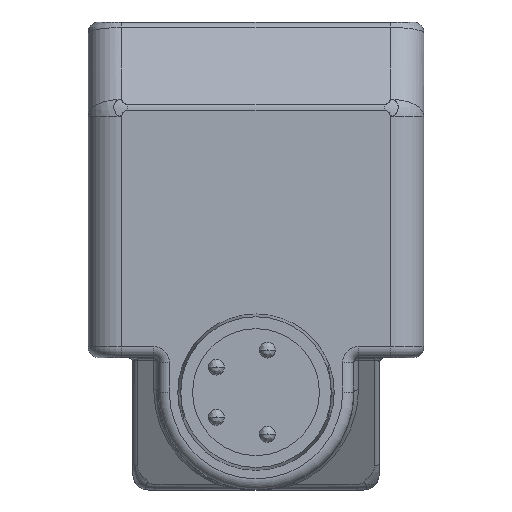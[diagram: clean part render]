
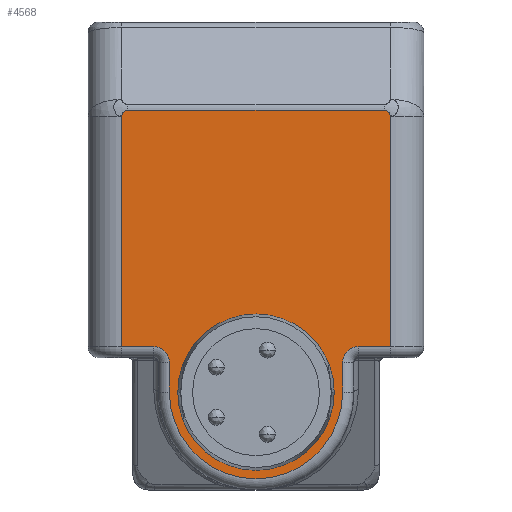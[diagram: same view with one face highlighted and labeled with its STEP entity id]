
A CAD part, front view. The second image highlights one B-rep face of the part: STEP entity #4568.
In plain terms, the highlighted planar face has unit normal (0, -1, 0).
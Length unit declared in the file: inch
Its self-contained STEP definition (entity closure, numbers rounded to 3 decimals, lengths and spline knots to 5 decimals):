
#373=DIRECTION('',(0.,0.,-1.));
#374=VECTOR('',#373,0.40544);
#375=CARTESIAN_POINT('',(-0.23622,-0.67913,
0.1574));
#376=LINE('',#375,#374);
#386=CARTESIAN_POINT('',(-0.23622,-0.67913,
0.1574));
#387=CARTESIAN_POINT('',(-0.23608,-0.67913,
0.16249));
#388=CARTESIAN_POINT('',(-0.23076,-0.67913,
0.16795));
#389=CARTESIAN_POINT('',(-0.22567,-0.67913,
0.16795));
#391=CARTESIAN_POINT('',(0.23622,-0.67913,
0.1574));
#392=CARTESIAN_POINT('',(0.23608,-0.67913,
0.16249));
#393=CARTESIAN_POINT('',(0.23076,-0.67913,
0.16795));
#394=CARTESIAN_POINT('',(0.22567,-0.67913,
0.16795));
#396=CARTESIAN_POINT('',(0.,-0.67913,-0.32795));
#397=DIRECTION('',(0.,-1.,0.));
#398=DIRECTION('',(1.,0.,0.));
#399=AXIS2_PLACEMENT_3D('',#396,#397,#398);
#401=CARTESIAN_POINT('',(0.,-0.67913,-0.32795));
#402=DIRECTION('',(0.,-1.,0.));
#403=DIRECTION('',(-1.,0.,0.));
#404=AXIS2_PLACEMENT_3D('',#401,#402,#403);
#410=DIRECTION('',(0.,0.,1.));
#411=VECTOR('',#410,0.40544);
#412=CARTESIAN_POINT('',(0.23622,-0.67913,
-0.24803));
#413=LINE('',#412,#411);
#521=DIRECTION('',(-1.,0.,0.));
#522=VECTOR('',#521,0.0563);
#523=CARTESIAN_POINT('',(0.23622,-0.67913,
-0.24803));
#524=LINE('',#523,#522);
#535=CARTESIAN_POINT('',(0.17992,-0.67913,
-0.27559));
#536=DIRECTION('',(0.,-1.,0.));
#537=DIRECTION('',(0.,0.,1.));
#538=AXIS2_PLACEMENT_3D('',#535,#536,#537);
#768=DIRECTION('',(-1.,0.,0.));
#769=VECTOR('',#768,0.0563);
#770=CARTESIAN_POINT('',(-0.17992,-0.67913,
-0.24803));
#771=LINE('',#770,#769);
#782=CARTESIAN_POINT('',(-0.17992,-0.67913,
-0.27559));
#783=DIRECTION('',(0.,-1.,0.));
#784=DIRECTION('',(1.,0.,0.));
#785=AXIS2_PLACEMENT_3D('',#782,#783,#784);
#813=DIRECTION('',(0.,0.,1.));
#814=VECTOR('',#813,0.05236);
#815=CARTESIAN_POINT('',(-0.15236,-0.67913,
-0.32795));
#816=LINE('',#815,#814);
#827=CARTESIAN_POINT('',(0.,-0.67913,-0.32795));
#828=DIRECTION('',(0.,1.,0.));
#829=DIRECTION('',(1.,0.,0.));
#830=AXIS2_PLACEMENT_3D('',#827,#828,#829);
#845=DIRECTION('',(0.,0.,-1.));
#846=VECTOR('',#845,0.05236);
#847=CARTESIAN_POINT('',(0.15236,-0.67913,
-0.27559));
#848=LINE('',#847,#846);
#2104=DIRECTION('',(-1.,0.,0.));
#2105=VECTOR('',#2104,0.45134);
#2106=CARTESIAN_POINT('',(0.22567,-0.67913,
0.16795));
#2107=LINE('',#2106,#2105);
#3479=VERTEX_POINT('',#391);
#3480=VERTEX_POINT('',#394);
#3486=CARTESIAN_POINT('',(-0.22567,-0.67913,
0.16795));
#3487=VERTEX_POINT('',#3486);
#3488=VERTEX_POINT('',#386);
#3871=CARTESIAN_POINT('',(-0.23622,-0.67913,
-0.24803));
#3872=VERTEX_POINT('',#3871);
#3875=CARTESIAN_POINT('',(-0.17992,-0.67913,
-0.24803));
#3876=VERTEX_POINT('',#3875);
#3879=CARTESIAN_POINT('',(-0.15236,-0.67913,
-0.27559));
#3880=VERTEX_POINT('',#3879);
#3883=CARTESIAN_POINT('',(-0.15236,-0.67913,
-0.32795));
#3884=VERTEX_POINT('',#3883);
#3887=CARTESIAN_POINT('',(0.15236,-0.67913,
-0.32795));
#3888=VERTEX_POINT('',#3887);
#3891=CARTESIAN_POINT('',(0.15236,-0.67913,
-0.27559));
#3892=VERTEX_POINT('',#3891);
#3895=CARTESIAN_POINT('',(0.17992,-0.67913,
-0.24803));
#3896=VERTEX_POINT('',#3895);
#3899=CARTESIAN_POINT('',(0.23622,-0.67913,
-0.24803));
#3900=VERTEX_POINT('',#3899);
#4050=CARTESIAN_POINT('',(0.1275,-0.67913,-0.32795));
#4051=CARTESIAN_POINT('',(-0.1275,-0.67913,-0.32795));
#4052=VERTEX_POINT('',#4050);
#4053=VERTEX_POINT('',#4051);
#4532=CARTESIAN_POINT('',(-0.29528,-0.67913,
0.01969));
#4533=DIRECTION('',(0.,-1.,0.));
#4534=DIRECTION('',(1.,0.,0.));
#4535=AXIS2_PLACEMENT_3D('',#4532,#4533,#4534);
#4536=PLANE('',#4535);
#4538=ORIENTED_EDGE('',*,*,#4537,.F.);
#4540=ORIENTED_EDGE('',*,*,#4539,.T.);
#4542=ORIENTED_EDGE('',*,*,#4541,.T.);
#4544=ORIENTED_EDGE('',*,*,#4543,.T.);
#4546=ORIENTED_EDGE('',*,*,#4545,.T.);
#4548=ORIENTED_EDGE('',*,*,#4547,.T.);
#4550=ORIENTED_EDGE('',*,*,#4549,.T.);
#4552=ORIENTED_EDGE('',*,*,#4551,.T.);
#4553=ORIENTED_EDGE('',*,*,#4522,.F.);
#4555=ORIENTED_EDGE('',*,*,#4554,.T.);
#4557=ORIENTED_EDGE('',*,*,#4556,.F.);
#4559=ORIENTED_EDGE('',*,*,#4558,.F.);
#4560=EDGE_LOOP('',(#4538,#4540,#4542,#4544,#4546,#4548,#4550,#4552,#4553,#4555,
#4557,#4559));
#4561=FACE_OUTER_BOUND('',#4560,.F.);
#4563=ORIENTED_EDGE('',*,*,#4562,.T.);
#4565=ORIENTED_EDGE('',*,*,#4564,.T.);
#4566=EDGE_LOOP('',(#4563,#4565));
#4567=FACE_BOUND('',#4566,.F.);
#4568=ADVANCED_FACE('',(#4561,#4567),#4536,.T.);
#390=B_SPLINE_CURVE_WITH_KNOTS('',3,(#386,#387,#388,#389),.UNSPECIFIED.,.F.,.F.,
(4,4),(0.,1.),.UNSPECIFIED.);
#395=B_SPLINE_CURVE_WITH_KNOTS('',3,(#391,#392,#393,#394),.UNSPECIFIED.,.F.,.F.,
(4,4),(0.,1.),.UNSPECIFIED.);
#400=CIRCLE('',#399,0.1275);
#405=CIRCLE('',#404,0.1275);
#539=CIRCLE('',#538,0.02756);
#786=CIRCLE('',#785,0.02756);
#831=CIRCLE('',#830,0.15236);
#4522=EDGE_CURVE('',#3488,#3872,#376,.T.);
#4537=EDGE_CURVE('',#3900,#3479,#413,.T.);
#4539=EDGE_CURVE('',#3900,#3896,#524,.T.);
#4541=EDGE_CURVE('',#3896,#3892,#539,.T.);
#4543=EDGE_CURVE('',#3892,#3888,#848,.T.);
#4545=EDGE_CURVE('',#3888,#3884,#831,.T.);
#4547=EDGE_CURVE('',#3884,#3880,#816,.T.);
#4549=EDGE_CURVE('',#3880,#3876,#786,.T.);
#4551=EDGE_CURVE('',#3876,#3872,#771,.T.);
#4554=EDGE_CURVE('',#3488,#3487,#390,.T.);
#4556=EDGE_CURVE('',#3480,#3487,#2107,.T.);
#4558=EDGE_CURVE('',#3479,#3480,#395,.T.);
#4562=EDGE_CURVE('',#4052,#4053,#400,.T.);
#4564=EDGE_CURVE('',#4053,#4052,#405,.T.);
